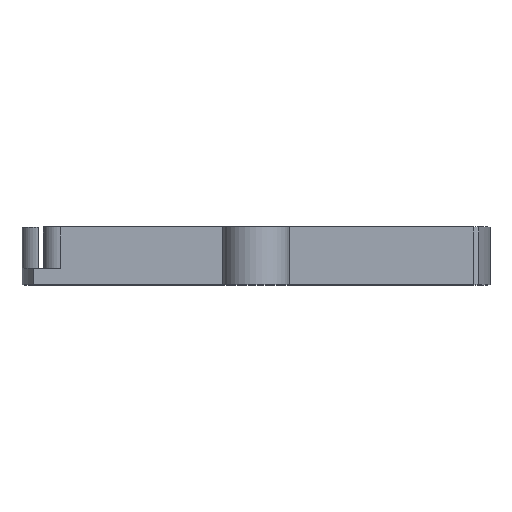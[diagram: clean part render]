
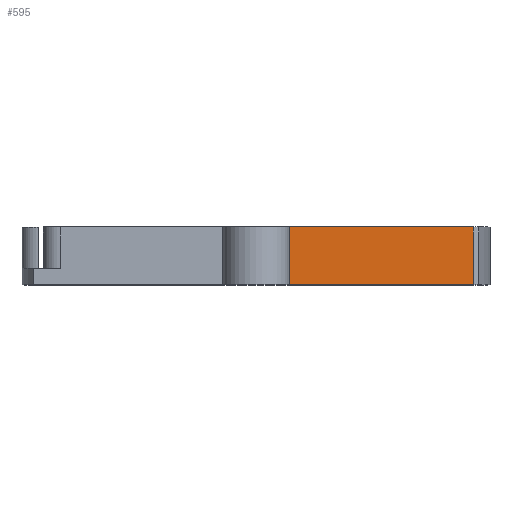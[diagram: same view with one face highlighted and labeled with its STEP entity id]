
A CAD part, top view. The second image highlights one B-rep face of the part: STEP entity #595.
In plain terms, the highlighted planar face has unit normal (0, 0, 1).
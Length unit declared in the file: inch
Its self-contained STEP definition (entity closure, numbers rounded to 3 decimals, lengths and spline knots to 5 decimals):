
#35 = DIRECTION ( 'NONE',  ( 0., -1., 0. ) ) ;
#59 = CARTESIAN_POINT ( 'NONE',  ( 1.315, 0.35, 0.455 ) ) ;
#177 = CARTESIAN_POINT ( 'NONE',  ( 0.2, 0.35, 0.455 ) ) ;
#222 = CARTESIAN_POINT ( 'NONE',  ( 0.2, 0.35, 0.455 ) ) ;
#229 = LINE ( 'NONE', #222, #871 ) ;
#242 = FACE_OUTER_BOUND ( 'NONE', #878, .T. ) ;
#255 = DIRECTION ( 'NONE',  ( 0., 0., -1. ) ) ;
#315 = ORIENTED_EDGE ( 'NONE', *, *, #814, .T. ) ;
#317 = AXIS2_PLACEMENT_3D ( 'NONE', #545, #255, #1082 ) ;
#418 = LINE ( 'NONE', #1034, #502 ) ;
#461 = DIRECTION ( 'NONE',  ( 1., 0., 0. ) ) ;
#466 = LINE ( 'NONE', #826, #1152 ) ;
#492 = CARTESIAN_POINT ( 'NONE',  ( 0.2, 0., 0.455 ) ) ;
#502 = VECTOR ( 'NONE', #958, 39.37008 ) ;
#503 = ORIENTED_EDGE ( 'NONE', *, *, #889, .T. ) ;
#545 = CARTESIAN_POINT ( 'NONE',  ( -1.415, 0.1, 0.455 ) ) ;
#565 = VERTEX_POINT ( 'NONE', #59 ) ;
#595 = ADVANCED_FACE ( 'NONE', ( #242 ), #969, .F. ) ;
#636 = VERTEX_POINT ( 'NONE', #177 ) ;
#796 = VERTEX_POINT ( 'NONE', #492 ) ;
#814 = EDGE_CURVE ( 'NONE', #796, #1078, #466, .T. ) ;
#826 = CARTESIAN_POINT ( 'NONE',  ( -1.415, 0., 0.455 ) ) ;
#837 = CARTESIAN_POINT ( 'NONE',  ( 1.315, 0., 0.455 ) ) ;
#865 = EDGE_CURVE ( 'NONE', #1078, #565, #418, .T. ) ;
#871 = VECTOR ( 'NONE', #35, 39.37008 ) ;
#878 = EDGE_LOOP ( 'NONE', ( #503, #315, #1065, #882 ) ) ;
#882 = ORIENTED_EDGE ( 'NONE', *, *, #948, .F. ) ;
#889 = EDGE_CURVE ( 'NONE', #636, #796, #229, .T. ) ;
#941 = VECTOR ( 'NONE', #461, 39.37008 ) ;
#948 = EDGE_CURVE ( 'NONE', #636, #565, #987, .T. ) ;
#958 = DIRECTION ( 'NONE',  ( 0., 1., 0. ) ) ;
#969 = PLANE ( 'NONE',  #317 ) ;
#987 = LINE ( 'NONE', #1080, #941 ) ;
#1034 = CARTESIAN_POINT ( 'NONE',  ( 1.315, 0.1, 0.455 ) ) ;
#1065 = ORIENTED_EDGE ( 'NONE', *, *, #865, .T. ) ;
#1078 = VERTEX_POINT ( 'NONE', #837 ) ;
#1080 = CARTESIAN_POINT ( 'NONE',  ( 0., 0.35, 0.455 ) ) ;
#1082 = DIRECTION ( 'NONE',  ( -1., 0., 0. ) ) ;
#1152 = VECTOR ( 'NONE', #1181, 39.37008 ) ;
#1181 = DIRECTION ( 'NONE',  ( 1., 0., 0. ) ) ;
